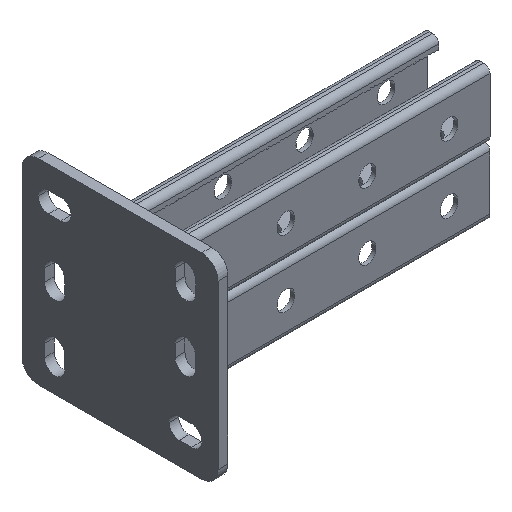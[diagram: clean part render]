
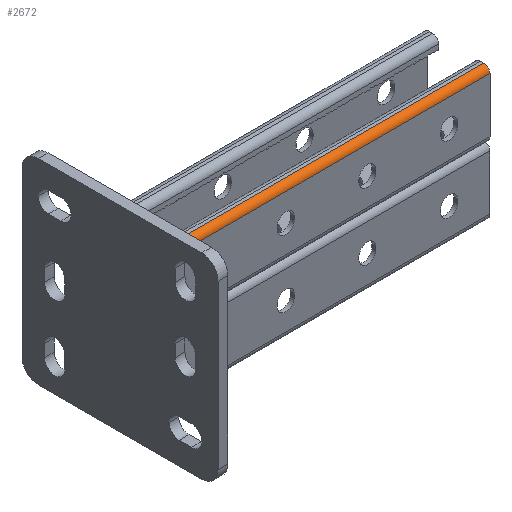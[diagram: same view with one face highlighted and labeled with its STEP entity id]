
A CAD part, isometric view. The second image highlights one B-rep face of the part: STEP entity #2672.
In plain terms, the highlighted cylindrical face has radius 3.75 mm (diameter 7.5 mm), a partial arc.
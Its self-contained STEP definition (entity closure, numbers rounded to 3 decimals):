
#185 = CARTESIAN_POINT ( 'NONE',  ( -16.75, 41., 0. ) ) ;
#473 = CARTESIAN_POINT ( 'NONE',  ( -20.5, 37.25, -200. ) ) ;
#1007 = CARTESIAN_POINT ( 'NONE',  ( -16.75, 37.25, 0. ) ) ;
#1538 = LINE ( 'NONE', #13074, #12738 ) ;
#2029 = CARTESIAN_POINT ( 'NONE',  ( -16.75, 41., -200. ) ) ;
#2154 = VECTOR ( 'NONE', #11078, 1000. ) ;
#2263 = VERTEX_POINT ( 'NONE', #473 ) ;
#2672 = ADVANCED_FACE ( 'NONE', ( #3523 ), #14005, .T. ) ;
#2907 = AXIS2_PLACEMENT_3D ( 'NONE', #12639, #9406, #5950 ) ;
#3523 = FACE_OUTER_BOUND ( 'NONE', #11244, .T. ) ;
#4028 = DIRECTION ( 'NONE',  ( 0., 0., -1. ) ) ;
#4169 = EDGE_CURVE ( 'NONE', #4230, #6463, #1538, .T. ) ;
#4230 = VERTEX_POINT ( 'NONE', #2029 ) ;
#4973 = ORIENTED_EDGE ( 'NONE', *, *, #6391, .T. ) ;
#5099 = CARTESIAN_POINT ( 'NONE',  ( -16.75, 37.25, -200. ) ) ;
#5473 = CARTESIAN_POINT ( 'NONE',  ( -20.5, 37.25, -100. ) ) ;
#5494 = CIRCLE ( 'NONE', #9381, 3.75 ) ;
#5544 = EDGE_CURVE ( 'NONE', #2263, #11732, #12354, .T. ) ;
#5950 = DIRECTION ( 'NONE',  ( 1., 0., 0. ) ) ;
#6391 = EDGE_CURVE ( 'NONE', #11732, #6463, #14152, .T. ) ;
#6441 = DIRECTION ( 'NONE',  ( 1., 0., 0. ) ) ;
#6463 = VERTEX_POINT ( 'NONE', #185 ) ;
#6627 = ORIENTED_EDGE ( 'NONE', *, *, #9978, .F. ) ;
#8847 = DIRECTION ( 'NONE',  ( 0., 0., -1. ) ) ;
#9381 = AXIS2_PLACEMENT_3D ( 'NONE', #5099, #4028, #12912 ) ;
#9406 = DIRECTION ( 'NONE',  ( 0., 0., 1. ) ) ;
#9978 = EDGE_CURVE ( 'NONE', #2263, #4230, #5494, .T. ) ;
#11078 = DIRECTION ( 'NONE',  ( 0., 0., 1. ) ) ;
#11244 = EDGE_LOOP ( 'NONE', ( #4973, #14278, #6627, #14099 ) ) ;
#11732 = VERTEX_POINT ( 'NONE', #12725 ) ;
#12354 = LINE ( 'NONE', #5473, #2154 ) ;
#12639 = CARTESIAN_POINT ( 'NONE',  ( -16.75, 37.25, -100. ) ) ;
#12725 = CARTESIAN_POINT ( 'NONE',  ( -20.5, 37.25, 0. ) ) ;
#12738 = VECTOR ( 'NONE', #13117, 1000. ) ;
#12912 = DIRECTION ( 'NONE',  ( 1., 0., 0. ) ) ;
#13074 = CARTESIAN_POINT ( 'NONE',  ( -16.75, 41., -100. ) ) ;
#13117 = DIRECTION ( 'NONE',  ( 0., 0., 1. ) ) ;
#14005 = CYLINDRICAL_SURFACE ( 'NONE', #2907, 3.75 ) ;
#14099 = ORIENTED_EDGE ( 'NONE', *, *, #5544, .T. ) ;
#14152 = CIRCLE ( 'NONE', #14487, 3.75 ) ;
#14278 = ORIENTED_EDGE ( 'NONE', *, *, #4169, .F. ) ;
#14487 = AXIS2_PLACEMENT_3D ( 'NONE', #1007, #8847, #6441 ) ;
